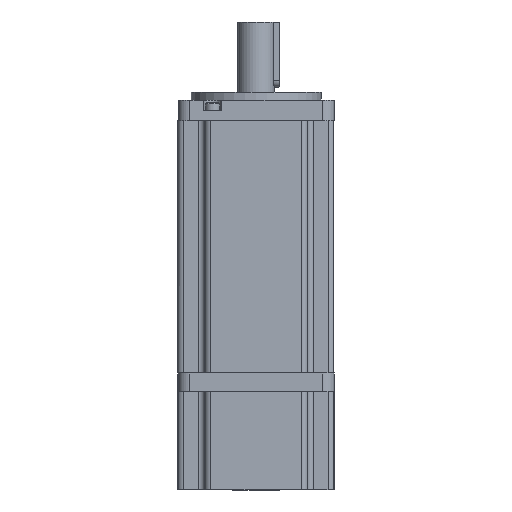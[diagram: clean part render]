
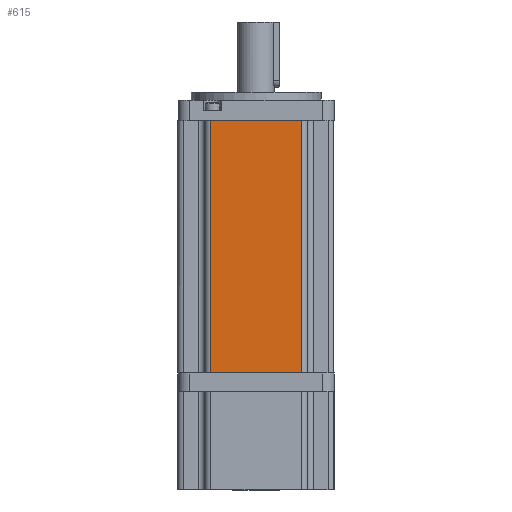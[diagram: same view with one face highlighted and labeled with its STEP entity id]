
A CAD part, front view. The second image highlights one B-rep face of the part: STEP entity #615.
In plain terms, the highlighted planar face has unit normal (0, -1, 0).
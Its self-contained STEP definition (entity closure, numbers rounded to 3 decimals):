
#145 = EDGE_CURVE ( 'NONE', #7489, #3963, #4900, .T. ) ;
#185 = PLANE ( 'NONE',  #1204 ) ;
#211 = CARTESIAN_POINT ( 'NONE',  ( 17.499, -29.9, -97. ) ) ;
#394 = CARTESIAN_POINT ( 'NONE',  ( 17.499, -29.9, -97. ) ) ;
#615 = ADVANCED_FACE ( 'NONE', ( #2039 ), #185, .F. ) ;
#677 = VERTEX_POINT ( 'NONE', #5604 ) ;
#749 = VECTOR ( 'NONE', #7158, 1000. ) ;
#985 = DIRECTION ( 'NONE',  ( -1., 0., 0. ) ) ;
#1000 = VERTEX_POINT ( 'NONE', #7461 ) ;
#1204 = AXIS2_PLACEMENT_3D ( 'NONE', #211, #7101, #3582 ) ;
#1477 = VECTOR ( 'NONE', #2956, 1000. ) ;
#2039 = FACE_OUTER_BOUND ( 'NONE', #5083, .T. ) ;
#2956 = DIRECTION ( 'NONE',  ( 0., 0., 1. ) ) ;
#3018 = VECTOR ( 'NONE', #985, 1000. ) ;
#3078 = CARTESIAN_POINT ( 'NONE',  ( 17.499, -29.9, -97. ) ) ;
#3448 = EDGE_CURVE ( 'NONE', #7489, #1000, #8907, .T. ) ;
#3582 = DIRECTION ( 'NONE',  ( 0., 0., 1. ) ) ;
#3671 = VECTOR ( 'NONE', #3800, 1000. ) ;
#3756 = LINE ( 'NONE', #5723, #749 ) ;
#3780 = ORIENTED_EDGE ( 'NONE', *, *, #145, .F. ) ;
#3800 = DIRECTION ( 'NONE',  ( -1., 0., 0. ) ) ;
#3963 = VERTEX_POINT ( 'NONE', #8004 ) ;
#3991 = ORIENTED_EDGE ( 'NONE', *, *, #3448, .T. ) ;
#4900 = LINE ( 'NONE', #3078, #3018 ) ;
#4959 = EDGE_CURVE ( 'NONE', #3963, #677, #3756, .T. ) ;
#5083 = EDGE_LOOP ( 'NONE', ( #7221, #6940, #3780, #3991 ) ) ;
#5604 = CARTESIAN_POINT ( 'NONE',  ( -17.499, -29.9, 0. ) ) ;
#5723 = CARTESIAN_POINT ( 'NONE',  ( -17.499, -29.9, -97. ) ) ;
#6574 = CARTESIAN_POINT ( 'NONE',  ( 17.499, -29.9, -97. ) ) ;
#6940 = ORIENTED_EDGE ( 'NONE', *, *, #4959, .F. ) ;
#7101 = DIRECTION ( 'NONE',  ( 0., 1., 0. ) ) ;
#7158 = DIRECTION ( 'NONE',  ( 0., 0., 1. ) ) ;
#7221 = ORIENTED_EDGE ( 'NONE', *, *, #7364, .T. ) ;
#7238 = CARTESIAN_POINT ( 'NONE',  ( 17.499, -29.9, 0. ) ) ;
#7364 = EDGE_CURVE ( 'NONE', #1000, #677, #8945, .T. ) ;
#7461 = CARTESIAN_POINT ( 'NONE',  ( 17.499, -29.9, 0. ) ) ;
#7489 = VERTEX_POINT ( 'NONE', #394 ) ;
#8004 = CARTESIAN_POINT ( 'NONE',  ( -17.499, -29.9, -97. ) ) ;
#8907 = LINE ( 'NONE', #6574, #1477 ) ;
#8945 = LINE ( 'NONE', #7238, #3671 ) ;
